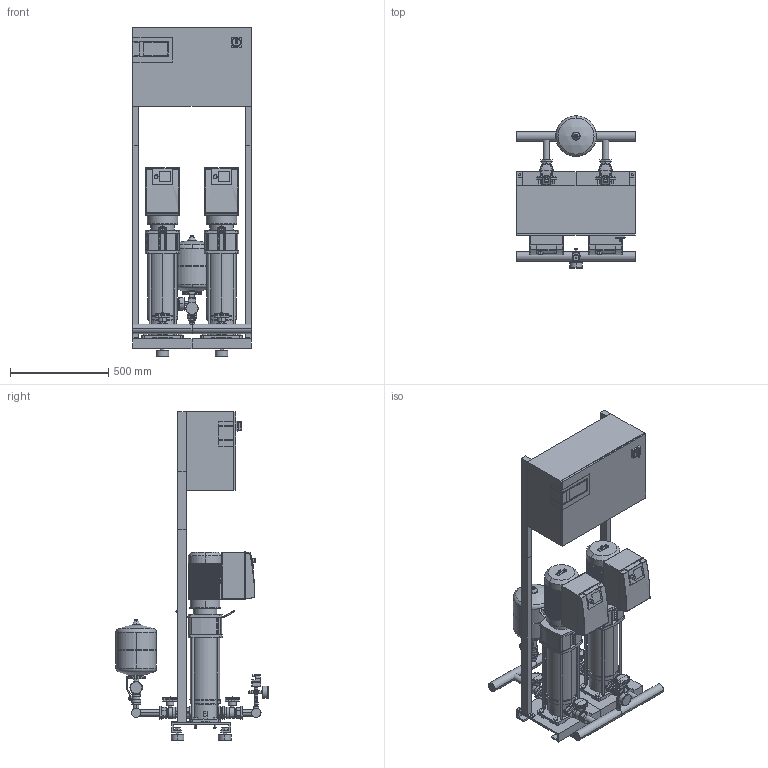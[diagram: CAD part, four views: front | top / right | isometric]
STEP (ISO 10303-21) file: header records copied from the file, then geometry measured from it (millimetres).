
FILE_DESCRIPTION((''),'2;1');
FILE_NAME('3d_COR-2HELIXVE410_K_CCE-01-2537611.stp','2015-10-05T07:11:38',(''),(''),'Mechanical Desktop 2009','Mechanical Desktop 2009',', , ');
FILE_SCHEMA(('CONFIG_CONTROL_DESIGN'));
Length unit declared in the file: millimetre
Products named in the file (1): Product
Bounding box: 600 x 773 x 1670 mm (x, y, z)
Volume: 125233234.8 mm3; surface area: 5752673.3 mm2
Topology: 116 solids, 116 shells, 3103 faces, 7821 edges, 5070 vertices
Faces by surface type: plane 1302, cylinder 866, bspline 714, cone 113, torus 72, sphere 36
Entity records: 99994 total; most frequent: CARTESIAN_POINT 25936, ORIENTED_EDGE 15558, DIRECTION 14698, EDGE_CURVE 7779, VERTEX_POINT 5063, VECTOR 4920, LINE 4920, AXIS2_PLACEMENT_3D 4889
